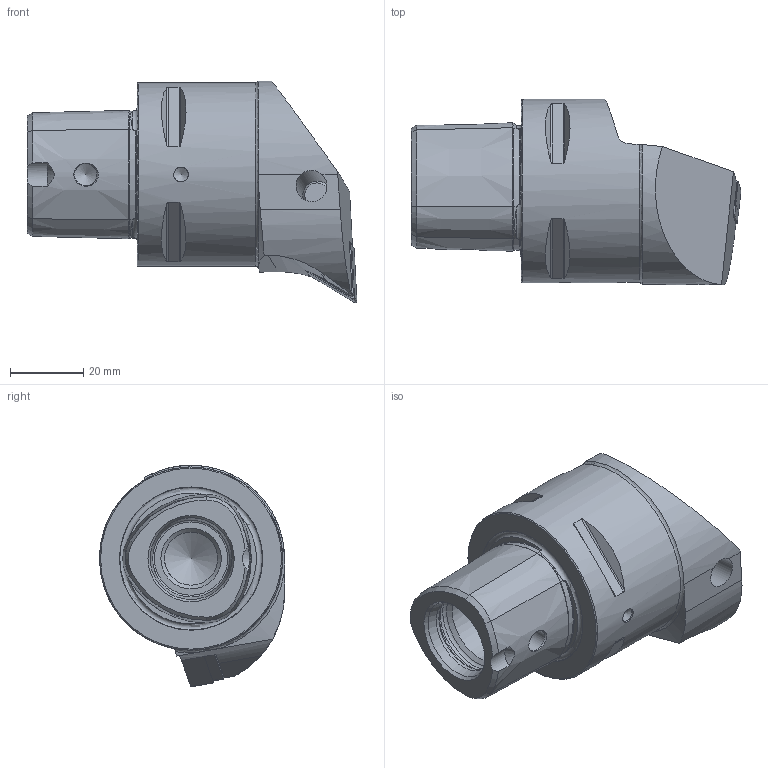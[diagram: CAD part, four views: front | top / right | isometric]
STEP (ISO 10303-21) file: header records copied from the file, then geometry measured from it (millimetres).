
FILE_DESCRIPTION (( 'STEP AP214' ), '1' );
FILE_NAME ('PS5.PDF.RUA.060.STEP', '2019-10-21T09:26:21', ( '' ), ( '' ), 'SwSTEP 2.0', 'SolidWorks 2017', '' );
FILE_SCHEMA (( 'AUTOMOTIVE_DESIGN' ));
Length unit declared in the file: millimetre
Products named in the file (8): WDF-ER3.101.000_A; PS5-PDF.RUA.060_A; KVT_MB_600_060; DNMG150604; PS5.PDF.RUA.060; WCD-ER1.101.000; WDF-ER2.101.003_A; WCD-ER4.101.017_A
Assembly tree (7 placements, depth 2):
  PS5.PDF.RUA.060
    PS5-PDF.RUA.060_A
    KVT_MB_600_060
    DNMG150604
    WDF-ER3.101.000_A
    WCD-ER1.101.000
    WCD-ER4.101.017_A
    WDF-ER2.101.003_A
Bounding box: 90 x 50.5 x 60.5 mm (x, y, z)
Volume: 100530.7 mm3; surface area: 22703.3 mm2
Topology: 8 solids, 8 shells, 256 faces, 630 edges, 389 vertices
Faces by surface type: plane 92, cone 76, cylinder 54, torus 21, bspline 12, sphere 1
Full cylindrical faces by diameter (mm): 3.55 x1, 4 x1, 4.7 x1, 5 x3, 5.16 x1, 6 x3, 6.1 x2, 6.4 x2, 7 x1, 7.9 x2, 8 x1, 8.4 x1, 14.5 x1, 21 x2, 24 x1, 50 x1
Entity records: 8496 total; most frequent: CARTESIAN_POINT 2702, ORIENTED_EDGE 1092, DIRECTION 1086, EDGE_CURVE 546, AXIS2_PLACEMENT_3D 435, VERTEX_POINT 372, EDGE_LOOP 336, FACE_OUTER_BOUND 286
